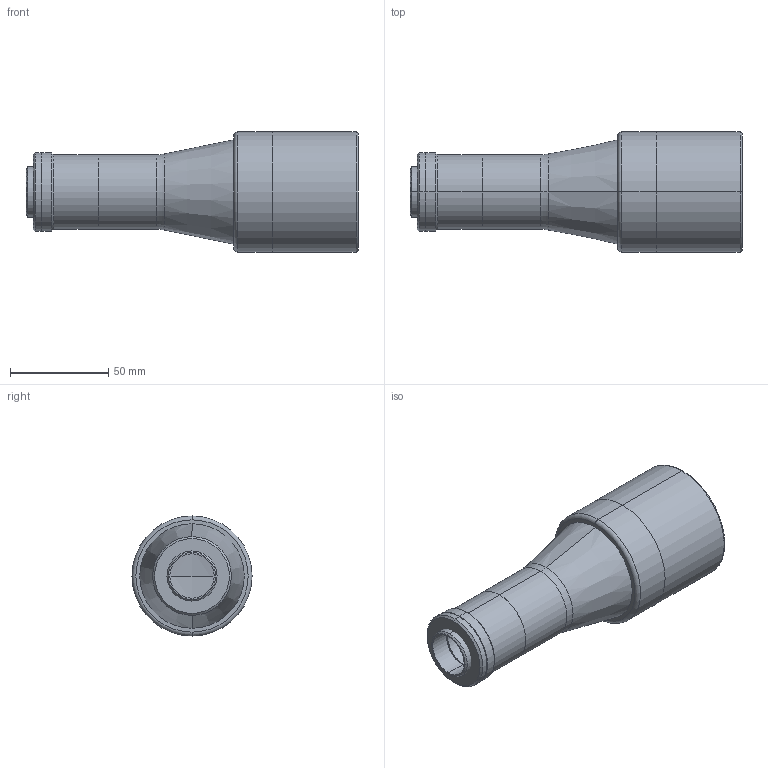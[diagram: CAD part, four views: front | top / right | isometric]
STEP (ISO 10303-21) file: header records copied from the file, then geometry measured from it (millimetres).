
FILE_DESCRIPTION (( 'STEP AP214' ), '1' );
FILE_NAME ('TC23036.STEP', '2010-01-18T14:11:11', ( 'santini' ), ( 'Opto Engineering srl' ), 'SwSTEP 2.0', 'SolidWorks 2005037', '' );
FILE_SCHEMA (( 'AUTOMOTIVE_DESIGN' ));
Length unit declared in the file: millimetre
Products named in the file (1): TC23036
Bounding box: 168.61 x 61 x 61 mm (x, y, z)
Surface area: 41646.5 mm2 (no closed solid volume)
Topology: 0 solids, 10 shells, 70 faces, 188 edges, 132 vertices
Faces by surface type: cylinder 28, plane 21, cone 13, torus 6, sphere 2
Entity records: 3058 total; most frequent: DIRECTION 459, CARTESIAN_POINT 403, ORIENTED_EDGE 308, AXIS2_PLACEMENT_3D 204, EDGE_CURVE 188, CIRCLE 133, VERTEX_POINT 132, EDGE_LOOP 95
